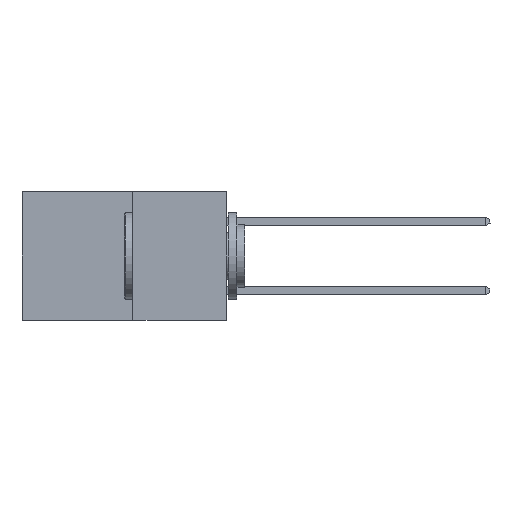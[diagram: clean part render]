
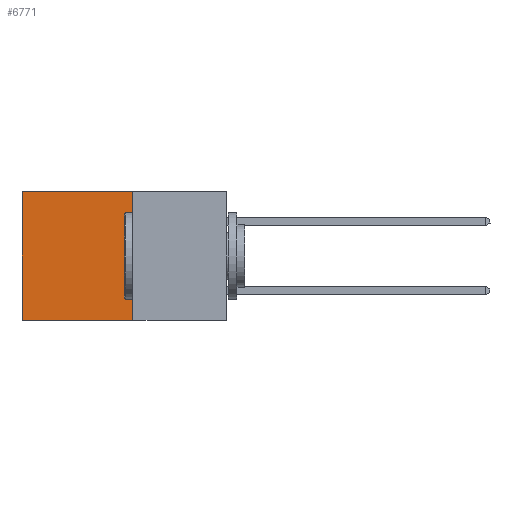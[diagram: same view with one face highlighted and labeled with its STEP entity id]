
A CAD part, left-side view. The second image highlights one B-rep face of the part: STEP entity #6771.
In plain terms, the highlighted planar face has unit normal (-1, 0, 0).
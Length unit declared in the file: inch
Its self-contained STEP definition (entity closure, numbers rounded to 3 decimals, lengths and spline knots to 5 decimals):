
#202 = VECTOR ( 'NONE', #1206, 39.37008 ) ;
#942 = CARTESIAN_POINT ( 'NONE',  ( 0.277, 0.27, -0.37 ) ) ;
#1191 = DIRECTION ( 'NONE',  ( 1., 0., 0. ) ) ;
#1206 = DIRECTION ( 'NONE',  ( 0., 0., -1. ) ) ;
#1379 = CARTESIAN_POINT ( 'NONE',  ( 0.277, 0.27, 0. ) ) ;
#1681 = VERTEX_POINT ( 'NONE', #8712 ) ;
#1816 = CARTESIAN_POINT ( 'NONE',  ( 0.277, 0.27, 0. ) ) ;
#2652 = EDGE_CURVE ( 'NONE', #12522, #8223, #2887, .T. ) ;
#2887 = LINE ( 'NONE', #10544, #9541 ) ;
#2888 = LINE ( 'NONE', #4187, #202 ) ;
#3629 = ORIENTED_EDGE ( 'NONE', *, *, #12201, .F. ) ;
#3804 = CARTESIAN_POINT ( 'NONE',  ( 0.277, 0.59, 0. ) ) ;
#4145 = CARTESIAN_POINT ( 'NONE',  ( 0.277, 0.27, -0.37 ) ) ;
#4187 = CARTESIAN_POINT ( 'NONE',  ( 0.277, 0.59, -0.37 ) ) ;
#4748 = LINE ( 'NONE', #1816, #12092 ) ;
#5131 = EDGE_CURVE ( 'NONE', #12522, #7217, #4748, .T. ) ;
#5562 = EDGE_LOOP ( 'NONE', ( #5939, #3629, #6254, #11387 ) ) ;
#5939 = ORIENTED_EDGE ( 'NONE', *, *, #6048, .T. ) ;
#6048 = EDGE_CURVE ( 'NONE', #7217, #1681, #2888, .T. ) ;
#6087 = CARTESIAN_POINT ( 'NONE',  ( 0.277, 0.27, -0.37 ) ) ;
#6254 = ORIENTED_EDGE ( 'NONE', *, *, #2652, .F. ) ;
#6712 = DIRECTION ( 'NONE',  ( 0., 0., -1. ) ) ;
#6771 = ADVANCED_FACE ( 'NONE', ( #10844 ), #11880, .F. ) ;
#7061 = DIRECTION ( 'NONE',  ( 0., 1., 0. ) ) ;
#7217 = VERTEX_POINT ( 'NONE', #3804 ) ;
#7874 = AXIS2_PLACEMENT_3D ( 'NONE', #6087, #1191, #8137 ) ;
#8032 = LINE ( 'NONE', #942, #12432 ) ;
#8137 = DIRECTION ( 'NONE',  ( 0., 0., -1. ) ) ;
#8223 = VERTEX_POINT ( 'NONE', #4145 ) ;
#8712 = CARTESIAN_POINT ( 'NONE',  ( 0.277, 0.59, -0.37 ) ) ;
#9541 = VECTOR ( 'NONE', #6712, 39.37008 ) ;
#10544 = CARTESIAN_POINT ( 'NONE',  ( 0.277, 0.27, -0.37 ) ) ;
#10844 = FACE_OUTER_BOUND ( 'NONE', #5562, .T. ) ;
#11387 = ORIENTED_EDGE ( 'NONE', *, *, #5131, .T. ) ;
#11880 = PLANE ( 'NONE',  #7874 ) ;
#12092 = VECTOR ( 'NONE', #7061, 39.37008 ) ;
#12201 = EDGE_CURVE ( 'NONE', #8223, #1681, #8032, .T. ) ;
#12432 = VECTOR ( 'NONE', #12581, 39.37008 ) ;
#12522 = VERTEX_POINT ( 'NONE', #1379 ) ;
#12581 = DIRECTION ( 'NONE',  ( 0., 1., 0. ) ) ;
